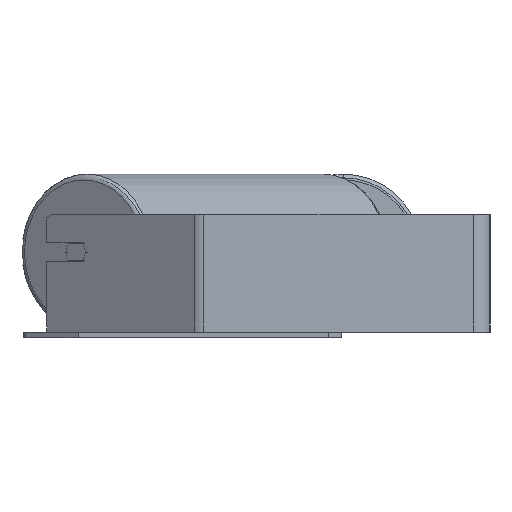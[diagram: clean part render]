
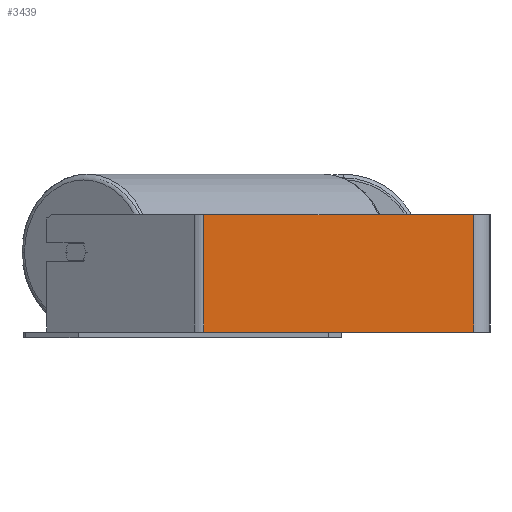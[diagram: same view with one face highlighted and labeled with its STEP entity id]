
A CAD part, left-side view. The second image highlights one B-rep face of the part: STEP entity #3439.
In plain terms, the highlighted planar face has unit normal (-1, 0, 0).
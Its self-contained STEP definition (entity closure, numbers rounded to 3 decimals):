
#53 = LINE ( 'NONE', #7064, #2492 ) ;
#173 = CARTESIAN_POINT ( 'NONE',  ( -605., 243.931, 50. ) ) ;
#303 = VECTOR ( 'NONE', #6568, 1000. ) ;
#345 = CARTESIAN_POINT ( 'NONE',  ( -605., 14., 50. ) ) ;
#1097 = LINE ( 'NONE', #5244, #6786 ) ;
#1435 = VERTEX_POINT ( 'NONE', #1634 ) ;
#1551 = PLANE ( 'NONE',  #1762 ) ;
#1634 = CARTESIAN_POINT ( 'NONE',  ( -605., 14., -50. ) ) ;
#1762 = AXIS2_PLACEMENT_3D ( 'NONE', #7132, #7301, #5766 ) ;
#1802 = EDGE_CURVE ( 'NONE', #5987, #2656, #8714, .T. ) ;
#1880 = LINE ( 'NONE', #2570, #8467 ) ;
#2313 = EDGE_CURVE ( 'NONE', #4048, #1435, #53, .T. ) ;
#2492 = VECTOR ( 'NONE', #8644, 1000. ) ;
#2570 = CARTESIAN_POINT ( 'NONE',  ( -605., 248.345, 50. ) ) ;
#2656 = VERTEX_POINT ( 'NONE', #8011 ) ;
#2936 = EDGE_CURVE ( 'NONE', #5987, #4048, #1880, .T. ) ;
#3334 = ORIENTED_EDGE ( 'NONE', *, *, #2936, .F. ) ;
#3439 = ADVANCED_FACE ( 'NONE', ( #5474 ), #1551, .F. ) ;
#3838 = DIRECTION ( 'NONE',  ( 0., -1., 0. ) ) ;
#3966 = ORIENTED_EDGE ( 'NONE', *, *, #2313, .F. ) ;
#4048 = VERTEX_POINT ( 'NONE', #345 ) ;
#4070 = ORIENTED_EDGE ( 'NONE', *, *, #6039, .T. ) ;
#5244 = CARTESIAN_POINT ( 'NONE',  ( -605., 248.345, -50. ) ) ;
#5474 = FACE_OUTER_BOUND ( 'NONE', #6013, .T. ) ;
#5766 = DIRECTION ( 'NONE',  ( 0., 0., -1. ) ) ;
#5987 = VERTEX_POINT ( 'NONE', #173 ) ;
#6013 = EDGE_LOOP ( 'NONE', ( #4070, #3966, #3334, #6907 ) ) ;
#6039 = EDGE_CURVE ( 'NONE', #2656, #1435, #1097, .T. ) ;
#6143 = DIRECTION ( 'NONE',  ( 0., -1., 0. ) ) ;
#6482 = CARTESIAN_POINT ( 'NONE',  ( -605., 243.931, 50. ) ) ;
#6568 = DIRECTION ( 'NONE',  ( 0., 0., -1. ) ) ;
#6786 = VECTOR ( 'NONE', #3838, 1000. ) ;
#6907 = ORIENTED_EDGE ( 'NONE', *, *, #1802, .T. ) ;
#7064 = CARTESIAN_POINT ( 'NONE',  ( -605., 14., 50. ) ) ;
#7132 = CARTESIAN_POINT ( 'NONE',  ( -605., 248.345, 50. ) ) ;
#7301 = DIRECTION ( 'NONE',  ( 1., 0., 0. ) ) ;
#8011 = CARTESIAN_POINT ( 'NONE',  ( -605., 243.931, -50. ) ) ;
#8467 = VECTOR ( 'NONE', #6143, 1000. ) ;
#8644 = DIRECTION ( 'NONE',  ( 0., 0., -1. ) ) ;
#8714 = LINE ( 'NONE', #6482, #303 ) ;
